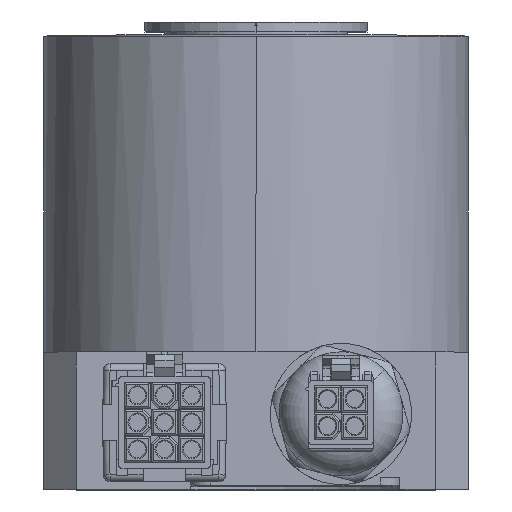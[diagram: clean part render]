
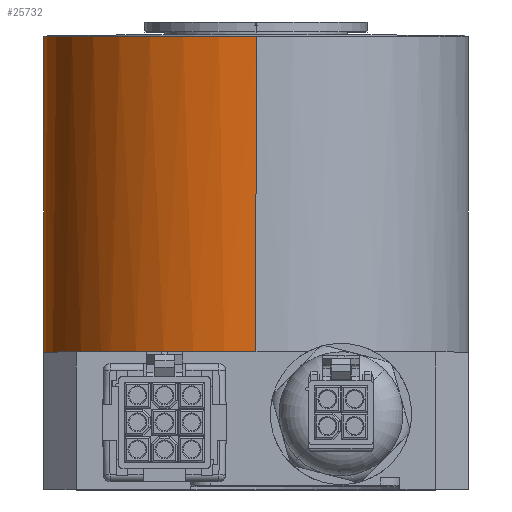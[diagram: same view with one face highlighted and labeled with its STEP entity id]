
A CAD part, top view. The second image highlights one B-rep face of the part: STEP entity #25732.
In plain terms, the highlighted cylindrical face has radius 32.5 mm (diameter 65 mm), a partial arc.
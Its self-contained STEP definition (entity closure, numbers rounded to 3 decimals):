
#39 = EDGE_CURVE ( 'NONE', #21153, #29266, #8660, .T. ) ;
#284 = CIRCLE ( 'NONE', #23556, 32.5 ) ;
#381 = CARTESIAN_POINT ( 'NONE',  ( 0., 21., 0. ) ) ;
#595 = ORIENTED_EDGE ( 'NONE', *, *, #39971, .T. ) ;
#920 = EDGE_LOOP ( 'NONE', ( #31145, #13389, #1211, #35857, #35478, #595, #9222, #32685, #32914 ) ) ;
#1079 = EDGE_CURVE ( 'NONE', #38558, #30521, #30364, .T. ) ;
#1211 = ORIENTED_EDGE ( 'NONE', *, *, #1079, .T. ) ;
#1356 = CARTESIAN_POINT ( 'NONE',  ( 0., 21., 0. ) ) ;
#1538 = AXIS2_PLACEMENT_3D ( 'NONE', #35101, #16617, #7443 ) ;
#2139 = DIRECTION ( 'NONE',  ( 0., 0., -1. ) ) ;
#2263 = CARTESIAN_POINT ( 'NONE',  ( 0., 21., -32.5 ) ) ;
#2435 = AXIS2_PLACEMENT_3D ( 'NONE', #26321, #20682, #2139 ) ;
#3081 = CIRCLE ( 'NONE', #2435, 32.5 ) ;
#3585 = DIRECTION ( 'NONE',  ( 0., -1., 0. ) ) ;
#4154 = EDGE_CURVE ( 'NONE', #11449, #38049, #22397, .T. ) ;
#4187 = CARTESIAN_POINT ( 'NONE',  ( -23.754, 21., -22.182 ) ) ;
#7443 = DIRECTION ( 'NONE',  ( 0., 0., 1. ) ) ;
#8451 = DIRECTION ( 'NONE',  ( 0., 0., 1. ) ) ;
#8525 = EDGE_CURVE ( 'NONE', #39022, #36477, #33700, .T. ) ;
#8660 = CIRCLE ( 'NONE', #31288, 32.5 ) ;
#8813 = EDGE_CURVE ( 'NONE', #21065, #29266, #28401, .T. ) ;
#9222 = ORIENTED_EDGE ( 'NONE', *, *, #8813, .T. ) ;
#10840 = CARTESIAN_POINT ( 'NONE',  ( 0., 69.3, -32.5 ) ) ;
#10853 = DIRECTION ( 'NONE',  ( 0., 1., 0. ) ) ;
#11325 = DIRECTION ( 'NONE',  ( 0., -1., 0. ) ) ;
#11387 = DIRECTION ( 'NONE',  ( 0., 0., 1. ) ) ;
#11449 = VERTEX_POINT ( 'NONE', #16498 ) ;
#12316 = AXIS2_PLACEMENT_3D ( 'NONE', #38948, #33280, #8451 ) ;
#12370 = EDGE_CURVE ( 'NONE', #21153, #38049, #26986, .T. ) ;
#12412 = DIRECTION ( 'NONE',  ( 0., 0., -1. ) ) ;
#13389 = ORIENTED_EDGE ( 'NONE', *, *, #15979, .T. ) ;
#14863 = FACE_OUTER_BOUND ( 'NONE', #920, .T. ) ;
#15979 = EDGE_CURVE ( 'NONE', #11449, #38558, #3081, .T. ) ;
#16498 = CARTESIAN_POINT ( 'NONE',  ( 0., 69.3, 32.5 ) ) ;
#16617 = DIRECTION ( 'NONE',  ( 0., 1., 0. ) ) ;
#19551 = DIRECTION ( 'NONE',  ( 0., 0., -1. ) ) ;
#20383 = CARTESIAN_POINT ( 'NONE',  ( 0., 21., 32.5 ) ) ;
#20682 = DIRECTION ( 'NONE',  ( 0., -1., 0. ) ) ;
#21065 = VERTEX_POINT ( 'NONE', #22780 ) ;
#21153 = VERTEX_POINT ( 'NONE', #32196 ) ;
#21372 = AXIS2_PLACEMENT_3D ( 'NONE', #26385, #10853, #11387 ) ;
#21633 = CARTESIAN_POINT ( 'NONE',  ( -22.182, 21., -23.754 ) ) ;
#22130 = CARTESIAN_POINT ( 'NONE',  ( 0., 21., -32.5 ) ) ;
#22397 = LINE ( 'NONE', #23908, #29643 ) ;
#22780 = CARTESIAN_POINT ( 'NONE',  ( -32.5, 21., 0. ) ) ;
#22896 = CARTESIAN_POINT ( 'NONE',  ( 0., 21., 0. ) ) ;
#23556 = AXIS2_PLACEMENT_3D ( 'NONE', #1356, #26340, #32400 ) ;
#23908 = CARTESIAN_POINT ( 'NONE',  ( 0., 21., 32.5 ) ) ;
#25732 = ADVANCED_FACE ( 'NONE', ( #14863 ), #37087, .T. ) ;
#25734 = EDGE_CURVE ( 'NONE', #30521, #36477, #27965, .T. ) ;
#26321 = CARTESIAN_POINT ( 'NONE',  ( 0., 69.3, 0. ) ) ;
#26340 = DIRECTION ( 'NONE',  ( 0., 1., 0. ) ) ;
#26385 = CARTESIAN_POINT ( 'NONE',  ( 0., 21., 0. ) ) ;
#26986 = CIRCLE ( 'NONE', #1538, 32.5 ) ;
#27965 = CIRCLE ( 'NONE', #21372, 32.5 ) ;
#28401 = CIRCLE ( 'NONE', #12316, 32.5 ) ;
#29266 = VERTEX_POINT ( 'NONE', #35595 ) ;
#29643 = VECTOR ( 'NONE', #3585, 1000. ) ;
#30364 = LINE ( 'NONE', #2263, #36614 ) ;
#30521 = VERTEX_POINT ( 'NONE', #22130 ) ;
#30617 = DIRECTION ( 'NONE',  ( 0., -1., 0. ) ) ;
#30916 = DIRECTION ( 'NONE',  ( 0., -1., 0. ) ) ;
#30935 = AXIS2_PLACEMENT_3D ( 'NONE', #22896, #35279, #19551 ) ;
#31145 = ORIENTED_EDGE ( 'NONE', *, *, #4154, .F. ) ;
#31288 = AXIS2_PLACEMENT_3D ( 'NONE', #38971, #11325, #32898 ) ;
#32196 = CARTESIAN_POINT ( 'NONE',  ( -22.182, 21., 23.754 ) ) ;
#32400 = DIRECTION ( 'NONE',  ( 0., 0., 1. ) ) ;
#32685 = ORIENTED_EDGE ( 'NONE', *, *, #39, .F. ) ;
#32898 = DIRECTION ( 'NONE',  ( 0., 0., -1. ) ) ;
#32914 = ORIENTED_EDGE ( 'NONE', *, *, #12370, .T. ) ;
#32982 = AXIS2_PLACEMENT_3D ( 'NONE', #381, #30916, #12412 ) ;
#33280 = DIRECTION ( 'NONE',  ( 0., 1., 0. ) ) ;
#33700 = CIRCLE ( 'NONE', #32982, 32.5 ) ;
#35101 = CARTESIAN_POINT ( 'NONE',  ( 0., 21., 0. ) ) ;
#35279 = DIRECTION ( 'NONE',  ( 0., -1., 0. ) ) ;
#35478 = ORIENTED_EDGE ( 'NONE', *, *, #8525, .F. ) ;
#35595 = CARTESIAN_POINT ( 'NONE',  ( -23.754, 21., 22.182 ) ) ;
#35857 = ORIENTED_EDGE ( 'NONE', *, *, #25734, .T. ) ;
#36477 = VERTEX_POINT ( 'NONE', #21633 ) ;
#36614 = VECTOR ( 'NONE', #30617, 1000. ) ;
#37087 = CYLINDRICAL_SURFACE ( 'NONE', #30935, 32.5 ) ;
#38049 = VERTEX_POINT ( 'NONE', #20383 ) ;
#38558 = VERTEX_POINT ( 'NONE', #10840 ) ;
#38948 = CARTESIAN_POINT ( 'NONE',  ( 0., 21., 0. ) ) ;
#38971 = CARTESIAN_POINT ( 'NONE',  ( 0., 21., 0. ) ) ;
#39022 = VERTEX_POINT ( 'NONE', #4187 ) ;
#39971 = EDGE_CURVE ( 'NONE', #39022, #21065, #284, .T. ) ;
